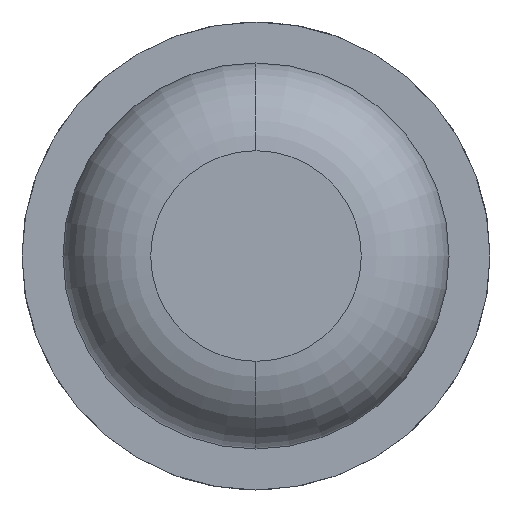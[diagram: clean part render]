
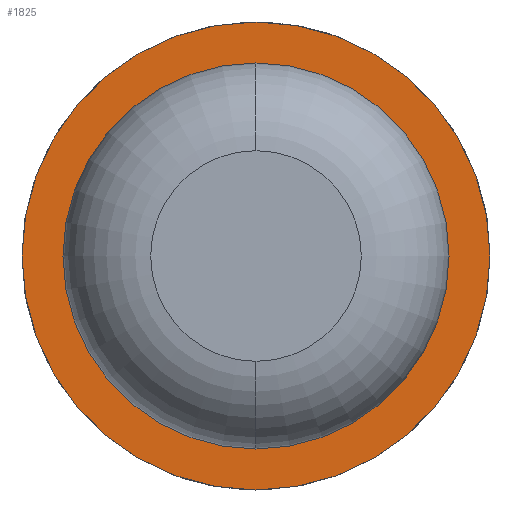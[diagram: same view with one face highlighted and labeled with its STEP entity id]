
A CAD part, front view. The second image highlights one B-rep face of the part: STEP entity #1825.
In plain terms, the highlighted planar face has unit normal (0, -1, 0).
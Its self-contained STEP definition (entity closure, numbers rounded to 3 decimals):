
#47 = EDGE_CURVE ( 'Defeature ausgef�hrt1_1+Defeature ausgef�hrt1_4+Defeature ausgef�hrt1_4+Defeature ausgef�hrt1_4', #3595, #2544, #2778, .T. ) ;
#80 = ORIENTED_EDGE ( 'NONE', *, *, #1466, .T. ) ;
#179 = DIRECTION ( 'NONE',  ( 0., 1., 0. ) ) ;
#686 = VERTEX_POINT ( 'NONE', #3594 ) ;
#719 = CARTESIAN_POINT ( 'NONE',  ( 0., -2., 0.825 ) ) ;
#839 = CARTESIAN_POINT ( 'NONE',  ( 0., -2., 0. ) ) ;
#860 = AXIS2_PLACEMENT_3D ( 'NONE', #4113, #2149, #2124 ) ;
#873 = DIRECTION ( 'NONE',  ( -1., 0., 0. ) ) ;
#1186 = DIRECTION ( 'NONE',  ( -1., 0., 0. ) ) ;
#1459 = EDGE_CURVE ( 'Defeature ausgef�hrt1_2+Defeature ausgef�hrt1_1+Defeature ausgef�hrt1_1+Defeature ausgef�hrt1_1', #686, #3558, #3429, .T. ) ;
#1466 = EDGE_CURVE ( 'Defeature ausgef�hrt1_1+Defeature ausgef�hrt1_4+Defeature ausgef�hrt1_4+Defeature ausgef�hrt1_4', #2544, #3595, #3952, .T. ) ;
#1751 = EDGE_LOOP ( 'NONE', ( #3287, #80 ) ) ;
#1825 = ADVANCED_FACE ( 'Defeature ausgef�hrt1_1', ( #2771, #3839 ), #3111, .F. ) ;
#1906 = ORIENTED_EDGE ( 'NONE', *, *, #2191, .F. ) ;
#2080 = CARTESIAN_POINT ( 'NONE',  ( 0., -2., 0. ) ) ;
#2124 = DIRECTION ( 'NONE',  ( -1., 0., 0. ) ) ;
#2149 = DIRECTION ( 'NONE',  ( 0., 1., 0. ) ) ;
#2191 = EDGE_CURVE ( 'Defeature ausgef�hrt1_2+Defeature ausgef�hrt1_1+Defeature ausgef�hrt1_1+Defeature ausgef�hrt1_1', #3558, #686, #2518, .T. ) ;
#2206 = AXIS2_PLACEMENT_3D ( 'NONE', #2859, #3485, #4159 ) ;
#2299 = AXIS2_PLACEMENT_3D ( 'NONE', #2080, #3729, #3716 ) ;
#2518 = CIRCLE ( 'NONE', #2299, 1. ) ;
#2544 = VERTEX_POINT ( 'NONE', #4194 ) ;
#2557 = CARTESIAN_POINT ( 'NONE',  ( 0., -2., 0. ) ) ;
#2604 = AXIS2_PLACEMENT_3D ( 'NONE', #839, #3167, #1186 ) ;
#2771 = FACE_OUTER_BOUND ( 'NONE', #3180, .T. ) ;
#2778 = CIRCLE ( 'NONE', #2604, 0.825 ) ;
#2859 = CARTESIAN_POINT ( 'NONE',  ( 0., -2., 0. ) ) ;
#3026 = CARTESIAN_POINT ( 'NONE',  ( -1., -2., 0. ) ) ;
#3097 = ORIENTED_EDGE ( 'NONE', *, *, #1459, .F. ) ;
#3111 = PLANE ( 'NONE',  #860 ) ;
#3166 = AXIS2_PLACEMENT_3D ( 'NONE', #2557, #179, #873 ) ;
#3167 = DIRECTION ( 'NONE',  ( 0., 1., 0. ) ) ;
#3180 = EDGE_LOOP ( 'NONE', ( #1906, #3097 ) ) ;
#3287 = ORIENTED_EDGE ( 'NONE', *, *, #47, .T. ) ;
#3429 = CIRCLE ( 'NONE', #3166, 1. ) ;
#3485 = DIRECTION ( 'NONE',  ( 0., 1., 0. ) ) ;
#3558 = VERTEX_POINT ( 'NONE', #3026 ) ;
#3594 = CARTESIAN_POINT ( 'NONE',  ( 1., -2., 0. ) ) ;
#3595 = VERTEX_POINT ( 'NONE', #719 ) ;
#3716 = DIRECTION ( 'NONE',  ( -1., 0., 0. ) ) ;
#3729 = DIRECTION ( 'NONE',  ( 0., 1., 0. ) ) ;
#3839 = FACE_BOUND ( 'NONE', #1751, .T. ) ;
#3952 = CIRCLE ( 'NONE', #2206, 0.825 ) ;
#4113 = CARTESIAN_POINT ( 'NONE',  ( 0.825, -2., 0. ) ) ;
#4159 = DIRECTION ( 'NONE',  ( -1., 0., 0. ) ) ;
#4194 = CARTESIAN_POINT ( 'NONE',  ( 0., -2., -0.825 ) ) ;
